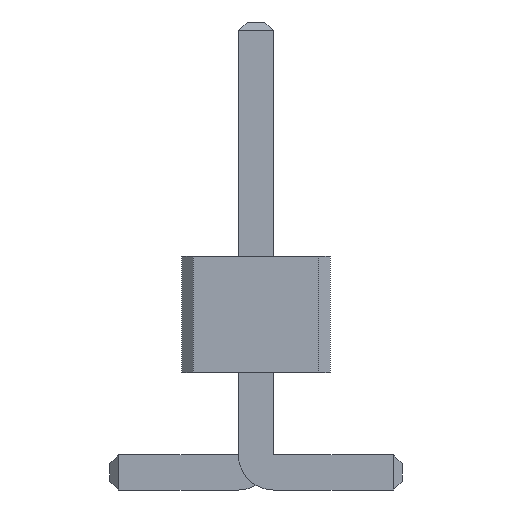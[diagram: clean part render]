
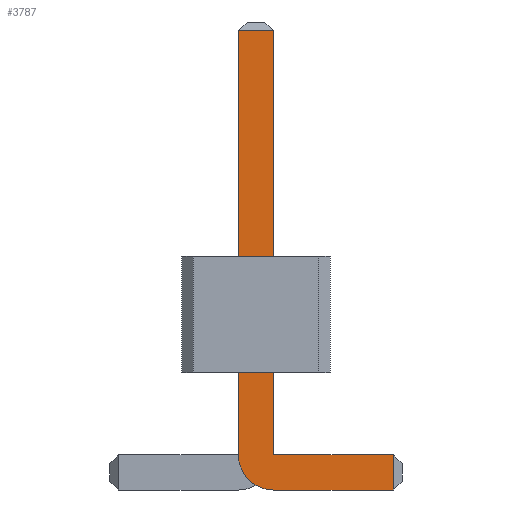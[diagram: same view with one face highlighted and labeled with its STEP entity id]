
A CAD part, front view. The second image highlights one B-rep face of the part: STEP entity #3787.
In plain terms, the highlighted planar face has unit normal (0, -1, 0).
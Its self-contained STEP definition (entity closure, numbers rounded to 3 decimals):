
#13=DIRECTION('',(0.,0.,1.));
#67=DIRECTION('',(1.,0.,0.));
#1694=VECTOR('',#67,1.);
#1705=DIRECTION('',(0.,1.,0.));
#1747=DIRECTION('',(-1.,0.,0.));
#3371=VECTOR('',#1747,1.);
#3598=DIRECTION('',(-0.,1.,0.));
#3599=DIRECTION('',(0.,0.,-1.));
#3606=VECTOR('',#3607,1.);
#3607=DIRECTION('',(0.,0.,1.));
#3618=VECTOR('',#3599,1.);
#3636=VERTEX_POINT('',#3637);
#3637=CARTESIAN_POINT('',(1.175,-14.15,0.));
#3640=ORIENTED_EDGE('',*,*,#3641,.T.);
#3641=EDGE_CURVE('',#3636,#3642,#3644,.T.);
#3642=VERTEX_POINT('',#3643);
#3643=CARTESIAN_POINT('',(0.15,-14.15,0.));
#3644=LINE('',#3645,#3371);
#3645=CARTESIAN_POINT('',(1.25,-14.15,0.));
#3682=VERTEX_POINT('',#3683);
#3683=CARTESIAN_POINT('',(-0.15,-14.15,0.3));
#3686=EDGE_CURVE('',#3642,#3682,#3687,.T.);
#3687=CIRCLE('',#3688,0.3);
#3688=AXIS2_PLACEMENT_3D('',#3689,#3598,#3599);
#3689=CARTESIAN_POINT('',(0.15,-14.15,0.3));
#3698=VERTEX_POINT('',#3689);
#3700=ORIENTED_EDGE('',*,*,#3701,.T.);
#3701=EDGE_CURVE('',#3698,#3702,#3704,.T.);
#3702=VERTEX_POINT('',#3703);
#3703=CARTESIAN_POINT('',(1.175,-14.15,0.3));
#3704=LINE('',#3689,#1694);
#3714=ORIENTED_EDGE('',*,*,#3715,.T.);
#3715=EDGE_CURVE('',#3682,#3716,#3718,.T.);
#3716=VERTEX_POINT('',#3717);
#3717=CARTESIAN_POINT('',(-0.15,-14.15,3.925));
#3718=LINE('',#3719,#3606);
#3719=CARTESIAN_POINT('',(-0.15,-14.15,0.));
#3732=VERTEX_POINT('',#3733);
#3733=CARTESIAN_POINT('',(0.15,-14.15,3.925));
#3735=ORIENTED_EDGE('',*,*,#3736,.T.);
#3736=EDGE_CURVE('',#3732,#3698,#3737,.T.);
#3737=LINE('',#3738,#3618);
#3738=CARTESIAN_POINT('',(0.15,-14.15,4.));
#3787=ADVANCED_FACE('',(#3788),#3797,.F.);
#3788=FACE_BOUND('',#3789,.F.);
#3789=EDGE_LOOP('',(#3640,#3790,#3714,#3791,#3735,#3700,#3794));
#3790=ORIENTED_EDGE('',*,*,#3686,.T.);
#3791=ORIENTED_EDGE('',*,*,#3792,.T.);
#3792=EDGE_CURVE('',#3716,#3732,#3793,.T.);
#3793=LINE('',#3717,#1694);
#3794=ORIENTED_EDGE('',*,*,#3795,.T.);
#3795=EDGE_CURVE('',#3702,#3636,#3796,.T.);
#3796=LINE('',#3703,#3618);
#3797=PLANE('',#3798);
#3798=AXIS2_PLACEMENT_3D('',#3799,#1705,#13);
#3799=CARTESIAN_POINT('',(0.173,-14.15,1.623));
